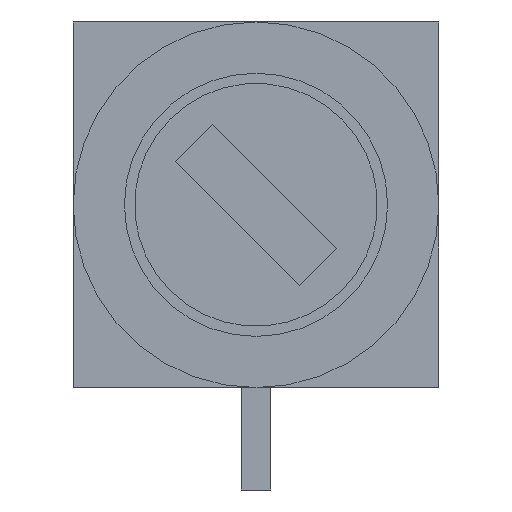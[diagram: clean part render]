
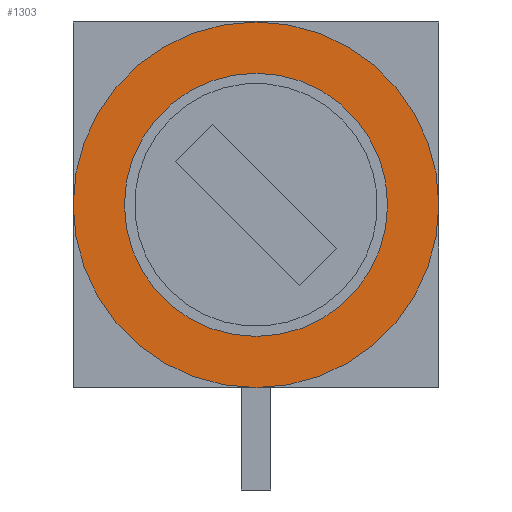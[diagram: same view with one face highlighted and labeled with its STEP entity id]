
A CAD part, left-side view. The second image highlights one B-rep face of the part: STEP entity #1303.
In plain terms, the highlighted planar face has unit normal (-1, 0, 0).
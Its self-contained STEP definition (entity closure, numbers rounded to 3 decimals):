
#613=CARTESIAN_POINT('',(-27.8,6.25,6.25));
#614=VERTEX_POINT('',#613);
#623=CARTESIAN_POINT('',(-27.8,-6.25,6.25));
#624=VERTEX_POINT('',#623);
#625=CARTESIAN_POINT('',(-27.8,0.,6.25));
#626=DIRECTION('',(-1.0,0.0,0.0));
#627=DIRECTION('',(0.0,1.0,0.0));
#628=AXIS2_PLACEMENT_3D('',#625,#626,#627);
#629=CIRCLE('',#628,6.25);
#630=EDGE_CURVE('',#624,#614,#629,.T.);
#664=CARTESIAN_POINT('',(-27.8,0.,1.75));
#665=VERTEX_POINT('',#664);
#674=CARTESIAN_POINT('',(-27.8,0.,10.75));
#675=VERTEX_POINT('',#674);
#676=CARTESIAN_POINT('',(-27.8,0.,6.25));
#677=DIRECTION('',(1.0,0.0,0.0));
#678=DIRECTION('',(0.0,0.0,-1.0));
#679=AXIS2_PLACEMENT_3D('',#676,#677,#678);
#680=CIRCLE('',#679,4.5);
#681=EDGE_CURVE('',#675,#665,#680,.T.);
#715=CARTESIAN_POINT('',(-27.8,0.,6.25));
#716=DIRECTION('',(1.0,0.0,0.0));
#717=DIRECTION('',(0.0,0.0,-1.0));
#718=AXIS2_PLACEMENT_3D('',#715,#716,#717);
#719=CIRCLE('',#718,4.5);
#720=EDGE_CURVE('',#665,#675,#719,.T.);
#1280=CARTESIAN_POINT('',(-27.8,0.,6.25));
#1281=DIRECTION('',(-1.0,0.0,0.0));
#1282=DIRECTION('',(0.0,1.0,0.0));
#1283=AXIS2_PLACEMENT_3D('',#1280,#1281,#1282);
#1284=CIRCLE('',#1283,6.25);
#1285=EDGE_CURVE('',#614,#624,#1284,.T.);
#1290=CARTESIAN_POINT('',(-27.8,0.,6.25));
#1291=DIRECTION('',(-1.0,0.0,0.0));
#1292=DIRECTION('',(0.0,1.0,0.0));
#1293=AXIS2_PLACEMENT_3D('',#1290,#1291,#1292);
#1294=PLANE('',#1293);
#1295=ORIENTED_EDGE('',*,*,#1285,.T.);
#1296=ORIENTED_EDGE('',*,*,#630,.T.);
#1297=EDGE_LOOP('',(#1295,#1296));
#1298=FACE_OUTER_BOUND('',#1297,.T.);
#1299=ORIENTED_EDGE('',*,*,#720,.T.);
#1300=ORIENTED_EDGE('',*,*,#681,.T.);
#1301=EDGE_LOOP('',(#1299,#1300));
#1302=FACE_BOUND('',#1301,.T.);
#1303=ADVANCED_FACE('',(#1298,#1302),#1294,.T.);
